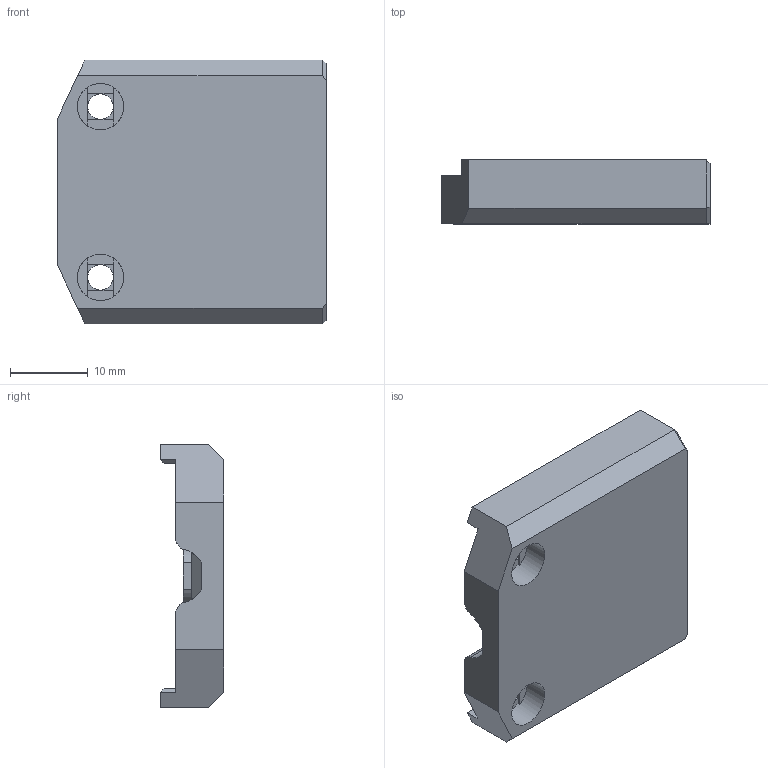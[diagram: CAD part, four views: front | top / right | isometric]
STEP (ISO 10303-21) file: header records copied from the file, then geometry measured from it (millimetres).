
FILE_DESCRIPTION(/* description */ (''),/* implementation_level */ '2;1');
FILE_NAME(/* name */ 'heatbed-cable-cover-top-R2.stp',/* time_stamp */ '2023-07-10T12:55:33+02:00',/* author */ ('Eliáš Knor'),/* organization */ (''),/* preprocessor_version */ 'ST-DEVELOPER v19',/* originating_system */ 'Autodesk Inventor 2023',/* authorisation */ '');
FILE_SCHEMA (('AUTOMOTIVE_DESIGN { 1 0 10303 214 3 1 1 }'));
Length unit declared in the file: millimetre
Products named in the file (1): heatbed-cable-cover-top
Bounding box: 34.6 x 8.2 x 34 mm (x, y, z)
Volume: 4161.1 mm3; surface area: 3950.3 mm2
Topology: 1 solids, 1 shells, 150 faces, 395 edges, 254 vertices
Faces by surface type: plane 120, bspline 16, cylinder 12, cone 2
Full cylindrical faces by diameter (mm): 3.3 x2, 5.8 x1, 6 x2, 7 x2
Entity records: 4705 total; most frequent: CARTESIAN_POINT 1022, ORIENTED_EDGE 790, DIRECTION 679, EDGE_CURVE 395, LINE 309, VECTOR 309, VERTEX_POINT 254, AXIS2_PLACEMENT_3D 185
